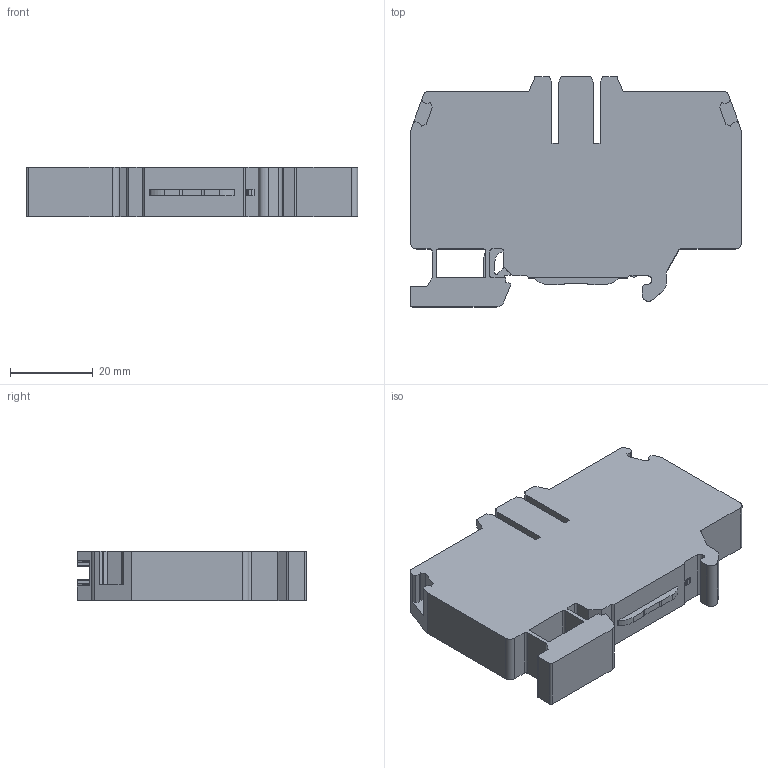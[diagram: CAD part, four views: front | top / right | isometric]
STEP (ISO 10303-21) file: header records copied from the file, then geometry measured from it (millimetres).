
FILE_DESCRIPTION((''),'2;1');
FILE_NAME('HTE_16_ASM','2022-09-23T10:55:56',('klemen.sitar'),('Audax d.o.o.'),'CREO PARAMETRIC BY PTC INC, 2021304','CREO PARAMETRIC BY PTC INC, 2021304','');
FILE_SCHEMA(('AP242_MANAGED_MODEL_BASED_3D_ENGINEERING_MIM_LF { 1 0 10303 442 1 1 4 }'));
Length unit declared in the file: millimetre
Products named in the file (2): HTE_16-78260; HTE_16_ASM
Assembly tree (1 placements, depth 2):
  HTE_16_ASM
    HTE_16-78260
Bounding box: 80 x 55.5 x 12 mm (x, y, z)
Volume: 40478 mm3; surface area: 12443 mm2
Topology: 1 solids, 1 shells, 235 faces, 686 edges, 458 vertices
Faces by surface type: plane 189, cylinder 46
Entity records: 11625 total; most frequent: CARTESIAN_POINT 1387, ORIENTED_EDGE 1372, DIRECTION 1262, PRESENTATION_STYLE_ASSIGNMENT 924, STYLED_ITEM 924, CURVE_STYLE 688, EDGE_CURVE 686, VECTOR 588
